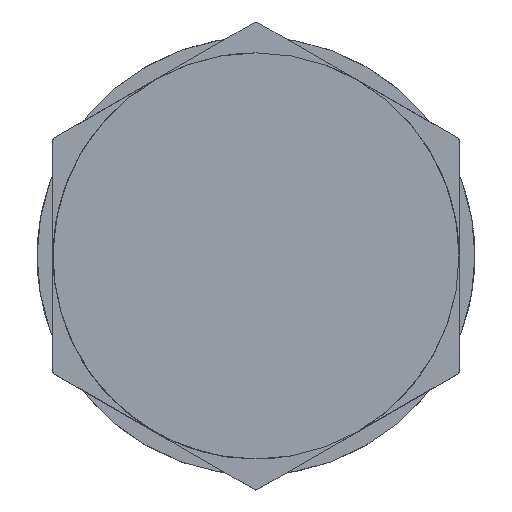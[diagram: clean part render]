
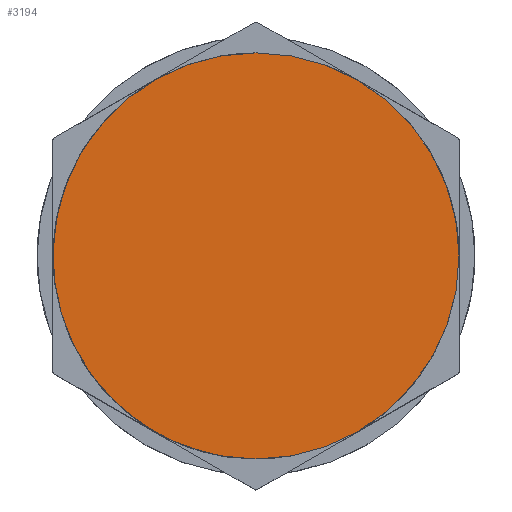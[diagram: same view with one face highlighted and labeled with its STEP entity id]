
A CAD part, top view. The second image highlights one B-rep face of the part: STEP entity #3194.
In plain terms, the highlighted planar face has unit normal (0, 0, 1).
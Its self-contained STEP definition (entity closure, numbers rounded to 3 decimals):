
#3172=AXIS2_PLACEMENT_3D('Circle Axis2P3D',#3170,#3171,$) ;
#3188=AXIS2_PLACEMENT_3D('Plane Axis2P3D',#3185,#3186,#3187) ;
#3128=CARTESIAN_POINT('Vertex',(24.805,49.5,26.5)) ;
#3135=CARTESIAN_POINT('Vertex',(24.805,3.5,26.5)) ;
#3139=CARTESIAN_POINT('Control Point',(24.805,49.5,26.5)) ;
#3140=CARTESIAN_POINT('Control Point',(21.192,49.5,26.5)) ;
#3141=CARTESIAN_POINT('Control Point',(17.579,48.79,26.5)) ;
#3142=CARTESIAN_POINT('Control Point',(14.152,47.371,26.5)) ;
#3143=CARTESIAN_POINT('Control Point',(8.04,43.265,26.5)) ;
#3144=CARTESIAN_POINT('Control Point',(3.934,37.152,26.5)) ;
#3145=CARTESIAN_POINT('Control Point',(2.514,33.725,26.5)) ;
#3146=CARTESIAN_POINT('Control Point',(1.096,26.5,26.5)) ;
#3147=CARTESIAN_POINT('Control Point',(2.514,19.274,26.5)) ;
#3148=CARTESIAN_POINT('Control Point',(3.934,15.847,26.5)) ;
#3149=CARTESIAN_POINT('Control Point',(8.04,9.735,26.5)) ;
#3150=CARTESIAN_POINT('Control Point',(14.152,5.629,26.5)) ;
#3151=CARTESIAN_POINT('Control Point',(17.579,4.209,26.5)) ;
#3152=CARTESIAN_POINT('Control Point',(21.192,3.5,26.5)) ;
#3153=CARTESIAN_POINT('Control Point',(24.805,3.5,26.5)) ;
#3170=CARTESIAN_POINT('Axis2P3D Location',(24.805,26.5,26.5)) ;
#3185=CARTESIAN_POINT('Axis2P3D Location',(24.805,26.5,26.5)) ;
#3171=DIRECTION('Axis2P3D Direction',(0.,0.,1.)) ;
#3186=DIRECTION('Axis2P3D Direction',(0.,0.,1.)) ;
#3187=DIRECTION('Axis2P3D XDirection',(0.,-1.,0.)) ;
#3191=ORIENTED_EDGE('',*,*,#3154,.T.) ;
#3192=ORIENTED_EDGE('',*,*,#3174,.T.) ;
#3194=ADVANCED_FACE('Dichtring-16-BT-0002-83007540X3HI_1\\Volumenk\X2\00F6\X0\rper1',(#3193),#3189,.T.) ;
#3138=B_SPLINE_CURVE_WITH_KNOTS('',5,(#3139,#3140,#3141,#3142,#3143,#3144,#3145,#3146,#3147,#3148,#3149,#3150,#3151,#3152,#3153),.UNSPECIFIED.,.F.,.U.,(6,3,3,3,6),(-36.128,-18.064,0.,18.064,36.128),.UNSPECIFIED.) ;
#3173=CIRCLE('generated circle',#3172,23.) ;
#3154=EDGE_CURVE('',#3129,#3136,#3138,.T.) ;
#3174=EDGE_CURVE('',#3136,#3129,#3173,.T.) ;
#3190=EDGE_LOOP('',(#3191,#3192)) ;
#3193=FACE_OUTER_BOUND('',#3190,.T.) ;
#3189=PLANE('',#3188) ;
#3129=VERTEX_POINT('',#3128) ;
#3136=VERTEX_POINT('',#3135) ;
